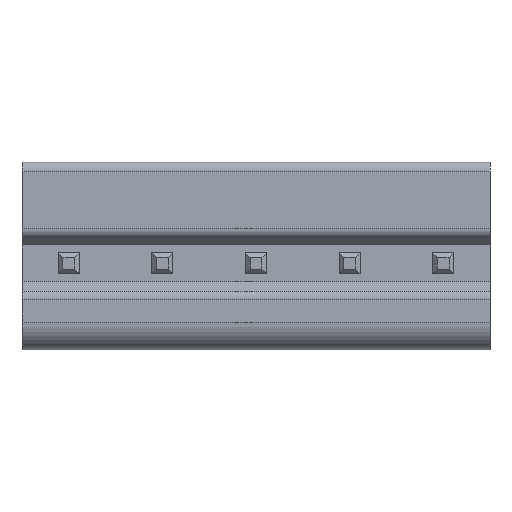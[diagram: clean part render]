
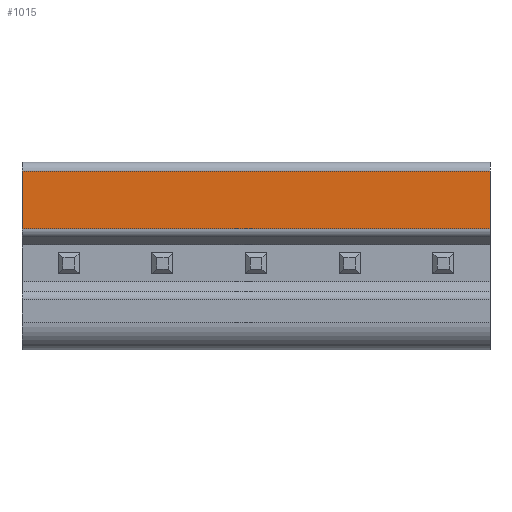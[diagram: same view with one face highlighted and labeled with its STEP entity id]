
A CAD part, front view. The second image highlights one B-rep face of the part: STEP entity #1015.
In plain terms, the highlighted planar face has unit normal (0, -1, 0).
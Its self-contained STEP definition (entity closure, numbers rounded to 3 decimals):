
#256 = DIRECTION ( 'NONE',  ( 0., 0., 1. ) ) ;
#335 = FACE_OUTER_BOUND ( 'NONE', #2229, .T. ) ;
#643 = EDGE_CURVE ( 'NONE', #4755, #4323, #3299, .T. ) ;
#743 = EDGE_CURVE ( 'NONE', #1629, #4755, #3375, .T. ) ;
#953 = CARTESIAN_POINT ( 'NONE',  ( 25.4, 0., -0.5 ) ) ;
#1015 = ADVANCED_FACE ( 'NONE', ( #335 ), #2217, .F. ) ;
#1090 = CARTESIAN_POINT ( 'NONE',  ( 25.4, 0., -0.5 ) ) ;
#1121 = DIRECTION ( 'NONE',  ( 0., 0., -1. ) ) ;
#1123 = CARTESIAN_POINT ( 'NONE',  ( 0., 0., -0.5 ) ) ;
#1350 = DIRECTION ( 'NONE',  ( -1., 0., 0. ) ) ;
#1473 = LINE ( 'NONE', #4641, #4827 ) ;
#1629 = VERTEX_POINT ( 'NONE', #953 ) ;
#1894 = VECTOR ( 'NONE', #1350, 1000. ) ;
#1956 = ORIENTED_EDGE ( 'NONE', *, *, #643, .F. ) ;
#1979 = LINE ( 'NONE', #3911, #2500 ) ;
#1990 = CARTESIAN_POINT ( 'NONE',  ( 0., 0., -3.634 ) ) ;
#2217 = PLANE ( 'NONE',  #4891 ) ;
#2229 = EDGE_LOOP ( 'NONE', ( #3004, #1956, #2734, #3182 ) ) ;
#2304 = DIRECTION ( 'NONE',  ( -1., 0., 0. ) ) ;
#2500 = VECTOR ( 'NONE', #5062, 1000. ) ;
#2673 = DIRECTION ( 'NONE',  ( 0., 1., 0. ) ) ;
#2734 = ORIENTED_EDGE ( 'NONE', *, *, #743, .F. ) ;
#3004 = ORIENTED_EDGE ( 'NONE', *, *, #3520, .T. ) ;
#3168 = EDGE_CURVE ( 'NONE', #1629, #4797, #1473, .T. ) ;
#3182 = ORIENTED_EDGE ( 'NONE', *, *, #3168, .T. ) ;
#3299 = LINE ( 'NONE', #4534, #1894 ) ;
#3375 = LINE ( 'NONE', #4563, #3746 ) ;
#3520 = EDGE_CURVE ( 'NONE', #4797, #4323, #1979, .T. ) ;
#3746 = VECTOR ( 'NONE', #1121, 1000. ) ;
#3840 = CARTESIAN_POINT ( 'NONE',  ( 25.4, 0., -3.634 ) ) ;
#3911 = CARTESIAN_POINT ( 'NONE',  ( 0., 0., -0.5 ) ) ;
#4323 = VERTEX_POINT ( 'NONE', #1990 ) ;
#4534 = CARTESIAN_POINT ( 'NONE',  ( 25.4, 0., -3.634 ) ) ;
#4563 = CARTESIAN_POINT ( 'NONE',  ( 25.4, 0., -0.5 ) ) ;
#4641 = CARTESIAN_POINT ( 'NONE',  ( 25.4, 0., -0.5 ) ) ;
#4755 = VERTEX_POINT ( 'NONE', #3840 ) ;
#4797 = VERTEX_POINT ( 'NONE', #1123 ) ;
#4827 = VECTOR ( 'NONE', #2304, 1000. ) ;
#4891 = AXIS2_PLACEMENT_3D ( 'NONE', #1090, #2673, #256 ) ;
#5062 = DIRECTION ( 'NONE',  ( 0., 0., -1. ) ) ;
